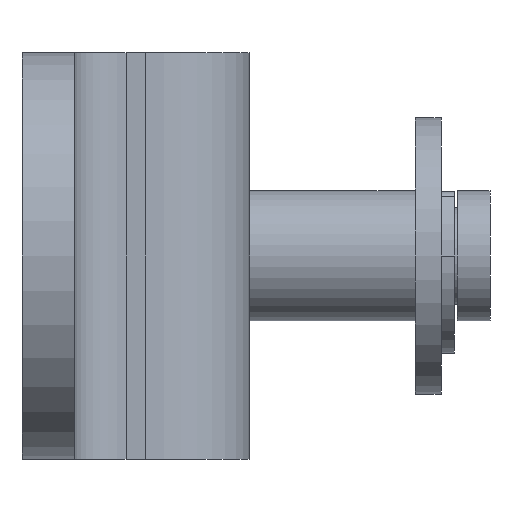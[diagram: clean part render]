
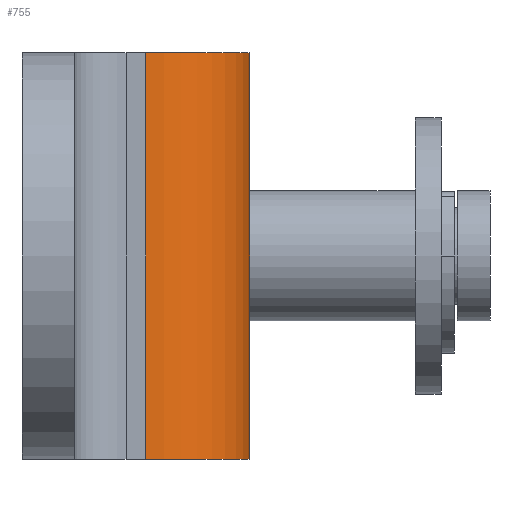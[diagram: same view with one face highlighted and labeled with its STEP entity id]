
A CAD part, left-side view. The second image highlights one B-rep face of the part: STEP entity #755.
In plain terms, the highlighted cylindrical face has radius 6.4 mm (diameter 12.8 mm), a partial arc.
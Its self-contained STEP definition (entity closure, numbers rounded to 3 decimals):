
#3 = DIRECTION ( 'NONE',  ( -1., 0., 0. ) ) ;
#23 = VERTEX_POINT ( 'NONE', #952 ) ;
#28 = DIRECTION ( 'NONE',  ( 0., 0., 1. ) ) ;
#81 = LINE ( 'NONE', #2094, #1011 ) ;
#226 = ORIENTED_EDGE ( 'NONE', *, *, #1500, .T. ) ;
#356 = EDGE_CURVE ( 'NONE', #23, #1563, #1075, .T. ) ;
#378 = EDGE_CURVE ( 'NONE', #1444, #1281, #81, .T. ) ;
#423 = DIRECTION ( 'NONE',  ( 0., 0., 1. ) ) ;
#556 = VECTOR ( 'NONE', #900, 1000. ) ;
#557 = EDGE_LOOP ( 'NONE', ( #226, #1568, #2378, #923 ) ) ;
#755 = ADVANCED_FACE ( 'NONE', ( #1315 ), #1253, .T. ) ;
#776 = CIRCLE ( 'NONE', #2185, 6.4 ) ;
#900 = DIRECTION ( 'NONE',  ( 0., 0., -1. ) ) ;
#923 = ORIENTED_EDGE ( 'NONE', *, *, #356, .T. ) ;
#952 = CARTESIAN_POINT ( 'NONE',  ( -14.95, 6.4, 12.5 ) ) ;
#1011 = VECTOR ( 'NONE', #1892, 1000. ) ;
#1075 = LINE ( 'NONE', #2484, #556 ) ;
#1120 = DIRECTION ( 'NONE',  ( 0., 0., -1. ) ) ;
#1148 = CARTESIAN_POINT ( 'NONE',  ( -8.55, 6.4, 12.5 ) ) ;
#1253 = CYLINDRICAL_SURFACE ( 'NONE', #1476, 6.4 ) ;
#1281 = VERTEX_POINT ( 'NONE', #2404 ) ;
#1315 = FACE_OUTER_BOUND ( 'NONE', #557, .T. ) ;
#1355 = DIRECTION ( 'NONE',  ( 1., 0., 0. ) ) ;
#1401 = CARTESIAN_POINT ( 'NONE',  ( -14.95, 6.4, -12.5 ) ) ;
#1444 = VERTEX_POINT ( 'NONE', #2249 ) ;
#1476 = AXIS2_PLACEMENT_3D ( 'NONE', #2108, #1120, #3 ) ;
#1500 = EDGE_CURVE ( 'NONE', #1563, #1281, #1785, .T. ) ;
#1563 = VERTEX_POINT ( 'NONE', #1401 ) ;
#1568 = ORIENTED_EDGE ( 'NONE', *, *, #378, .F. ) ;
#1601 = CARTESIAN_POINT ( 'NONE',  ( -8.55, 6.4, -12.5 ) ) ;
#1785 = CIRCLE ( 'NONE', #2349, 6.4 ) ;
#1796 = EDGE_CURVE ( 'NONE', #23, #1444, #776, .T. ) ;
#1803 = DIRECTION ( 'NONE',  ( 1., 0., 0. ) ) ;
#1892 = DIRECTION ( 'NONE',  ( 0., 0., -1. ) ) ;
#2094 = CARTESIAN_POINT ( 'NONE',  ( -8.55, 0., 12.5 ) ) ;
#2108 = CARTESIAN_POINT ( 'NONE',  ( -8.55, 6.4, 12.5 ) ) ;
#2185 = AXIS2_PLACEMENT_3D ( 'NONE', #1148, #28, #1355 ) ;
#2249 = CARTESIAN_POINT ( 'NONE',  ( -8.55, 0., 12.5 ) ) ;
#2349 = AXIS2_PLACEMENT_3D ( 'NONE', #1601, #423, #1803 ) ;
#2378 = ORIENTED_EDGE ( 'NONE', *, *, #1796, .F. ) ;
#2404 = CARTESIAN_POINT ( 'NONE',  ( -8.55, 0., -12.5 ) ) ;
#2484 = CARTESIAN_POINT ( 'NONE',  ( -14.95, 6.4, 12.5 ) ) ;
